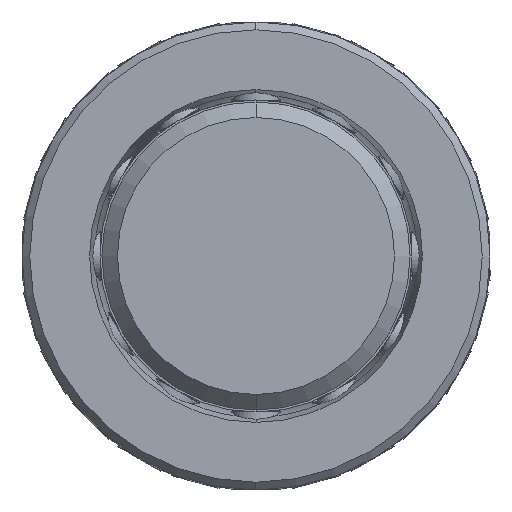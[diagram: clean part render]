
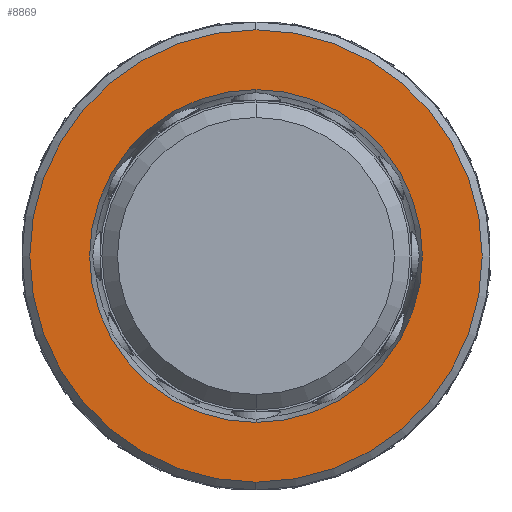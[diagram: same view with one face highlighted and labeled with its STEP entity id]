
A CAD part, front view. The second image highlights one B-rep face of the part: STEP entity #8869.
In plain terms, the highlighted planar face has unit normal (0, -1, 0).
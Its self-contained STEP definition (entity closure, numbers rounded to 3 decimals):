
#625 = CARTESIAN_POINT ( 'NONE',  ( 226.174, -6.032, 29. ) ) ;
#1797 = CIRCLE ( 'NONE', #7543, 29. ) ;
#2501 = EDGE_LOOP ( 'NONE', ( #11059, #20786 ) ) ;
#3355 = EDGE_CURVE ( 'NONE', #21494, #11888, #20798, .T. ) ;
#4133 = DIRECTION ( 'NONE',  ( 0., -1., 0. ) ) ;
#4510 = VERTEX_POINT ( 'NONE', #12492 ) ;
#4705 = PLANE ( 'NONE',  #8390 ) ;
#5874 = DIRECTION ( 'NONE',  ( 0., -1., 0. ) ) ;
#5961 = DIRECTION ( 'NONE',  ( 0., 0., -1. ) ) ;
#6425 = CARTESIAN_POINT ( 'NONE',  ( 226.174, -6.032, 0. ) ) ;
#6913 = DIRECTION ( 'NONE',  ( 0., 1., 0. ) ) ;
#7487 = CIRCLE ( 'NONE', #9711, 29. ) ;
#7543 = AXIS2_PLACEMENT_3D ( 'NONE', #28199, #5874, #5961 ) ;
#7903 = CARTESIAN_POINT ( 'NONE',  ( 226.174, -6.032, 21.34 ) ) ;
#8204 = CIRCLE ( 'NONE', #12342, 21.34 ) ;
#8390 = AXIS2_PLACEMENT_3D ( 'NONE', #20046, #6913, #9112 ) ;
#8516 = VERTEX_POINT ( 'NONE', #625 ) ;
#8869 = ADVANCED_FACE ( 'NONE', ( #27096, #24698 ), #4705, .F. ) ;
#9112 = DIRECTION ( 'NONE',  ( 0., 0., 1. ) ) ;
#9711 = AXIS2_PLACEMENT_3D ( 'NONE', #21994, #24112, #24012 ) ;
#10376 = EDGE_CURVE ( 'NONE', #4510, #8516, #7487, .T. ) ;
#11059 = ORIENTED_EDGE ( 'NONE', *, *, #27979, .T. ) ;
#11888 = VERTEX_POINT ( 'NONE', #14171 ) ;
#12342 = AXIS2_PLACEMENT_3D ( 'NONE', #6425, #26103, #26296 ) ;
#12492 = CARTESIAN_POINT ( 'NONE',  ( 226.174, -6.032, -29. ) ) ;
#14125 = ORIENTED_EDGE ( 'NONE', *, *, #3355, .F. ) ;
#14171 = CARTESIAN_POINT ( 'NONE',  ( 226.174, -6.032, -21.34 ) ) ;
#15061 = ORIENTED_EDGE ( 'NONE', *, *, #18682, .F. ) ;
#18682 = EDGE_CURVE ( 'NONE', #11888, #21494, #8204, .T. ) ;
#19575 = CARTESIAN_POINT ( 'NONE',  ( 226.174, -6.032, 0. ) ) ;
#20046 = CARTESIAN_POINT ( 'NONE',  ( 197.174, -6.032, 0. ) ) ;
#20097 = EDGE_LOOP ( 'NONE', ( #15061, #14125 ) ) ;
#20786 = ORIENTED_EDGE ( 'NONE', *, *, #10376, .T. ) ;
#20798 = CIRCLE ( 'NONE', #20882, 21.34 ) ;
#20882 = AXIS2_PLACEMENT_3D ( 'NONE', #19575, #4133, #28105 ) ;
#21494 = VERTEX_POINT ( 'NONE', #7903 ) ;
#21994 = CARTESIAN_POINT ( 'NONE',  ( 226.174, -6.032, 0. ) ) ;
#24012 = DIRECTION ( 'NONE',  ( 0., 0., -1. ) ) ;
#24112 = DIRECTION ( 'NONE',  ( 0., -1., 0. ) ) ;
#24698 = FACE_OUTER_BOUND ( 'NONE', #2501, .T. ) ;
#26103 = DIRECTION ( 'NONE',  ( 0., -1., 0. ) ) ;
#26296 = DIRECTION ( 'NONE',  ( 0., 0., -1. ) ) ;
#27096 = FACE_BOUND ( 'NONE', #20097, .T. ) ;
#27979 = EDGE_CURVE ( 'NONE', #8516, #4510, #1797, .T. ) ;
#28105 = DIRECTION ( 'NONE',  ( 0., 0., -1. ) ) ;
#28199 = CARTESIAN_POINT ( 'NONE',  ( 226.174, -6.032, 0. ) ) ;
